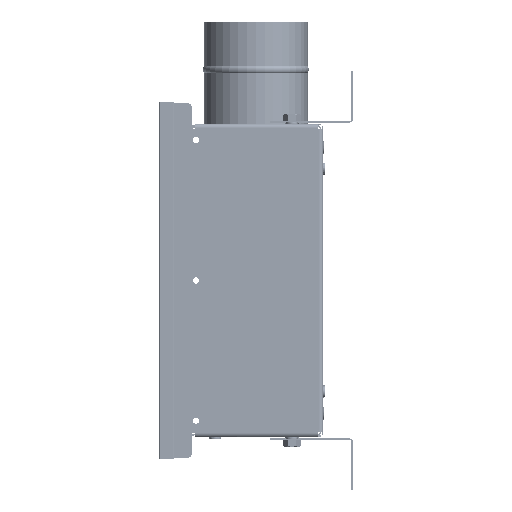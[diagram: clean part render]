
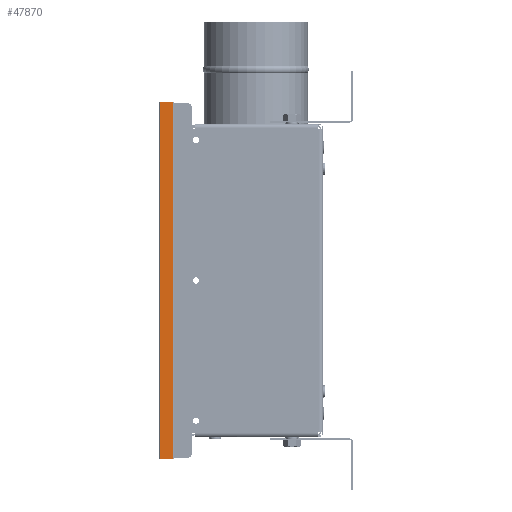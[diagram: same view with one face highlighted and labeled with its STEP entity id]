
A CAD part, left-side view. The second image highlights one B-rep face of the part: STEP entity #47870.
In plain terms, the highlighted face is planar.
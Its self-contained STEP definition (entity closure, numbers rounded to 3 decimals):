
#47085=DIRECTION('',(0.,1.,0.));
#47086=VECTOR('',#47085,9.4);
#47087=CARTESIAN_POINT('',(242.288,186.003,242.3));
#47088=LINE('',#47087,#47086);
#47297=CARTESIAN_POINT('',(242.288,186.003,242.3));
#47305=DIRECTION('',(0.,0.,1.));
#47306=VECTOR('',#47305,242.3);
#47307=CARTESIAN_POINT('',(242.288,186.003,
0.));
#47308=LINE('',#47307,#47306);
#47341=DIRECTION('',(0.,0.,-1.));
#47342=VECTOR('',#47341,242.3);
#47343=CARTESIAN_POINT('',(242.288,195.403,242.3));
#47344=LINE('',#47343,#47342);
#47369=DIRECTION('',(0.,1.,0.));
#47370=VECTOR('',#47369,9.4);
#47371=CARTESIAN_POINT('',(242.288,186.003,
0.));
#47372=LINE('',#47371,#47370);
#47434=VERTEX_POINT('',#47297);
#47435=CARTESIAN_POINT('',(242.288,186.003,
0.));
#47436=VERTEX_POINT('',#47435);
#47437=CARTESIAN_POINT('',(242.288,195.403,242.3));
#47438=CARTESIAN_POINT('',(242.288,195.403,
0.));
#47439=VERTEX_POINT('',#47437);
#47440=VERTEX_POINT('',#47438);
#47857=CARTESIAN_POINT('',(242.288,190.703,121.15));
#47858=DIRECTION('',(1.,0.,0.));
#47859=DIRECTION('',(0.,-1.,0.));
#47860=AXIS2_PLACEMENT_3D('',#47857,#47858,#47859);
#47861=PLANE('',#47860);
#47863=ORIENTED_EDGE('',*,*,#47862,.T.);
#47865=ORIENTED_EDGE('',*,*,#47864,.F.);
#47866=ORIENTED_EDGE('',*,*,#47842,.T.);
#47867=ORIENTED_EDGE('',*,*,#47479,.T.);
#47868=EDGE_LOOP('',(#47863,#47865,#47866,#47867));
#47869=FACE_OUTER_BOUND('',#47868,.F.);
#47479=EDGE_CURVE('',#47434,#47439,#47088,.T.);
#47842=EDGE_CURVE('',#47436,#47434,#47308,.T.);
#47862=EDGE_CURVE('',#47439,#47440,#47344,.T.);
#47864=EDGE_CURVE('',#47436,#47440,#47372,.T.);
#47870=ADVANCED_FACE('',(#47869),#47861,.T.);
